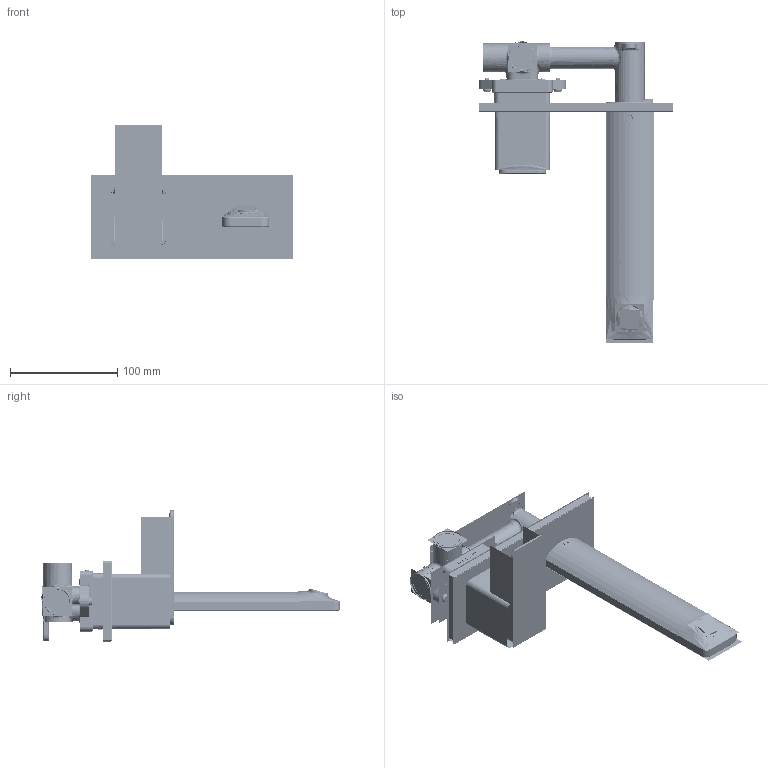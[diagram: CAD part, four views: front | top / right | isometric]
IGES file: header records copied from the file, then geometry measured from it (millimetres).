
Start section:  PTC IGES file: FFAS1304-102500BF0.igs
Global section: file name: FFAS1304-102500BF0.igs; native system: Creo Parametric by PTC Inc.; preprocessor: 2015200; author: 10114211; organization: Unknown; date: 20180809.153637; units: millimetre
Bounding box: 187.2 x 281.82 x 125.1 mm (x, y, z)
Volume: 1197152.3 mm3; surface area: 5589046.5 mm2
Topology: 42 solids, 67 shells, 10310 faces, 64490 edges, 89253 vertices
Faces by surface type: bspline 6988, revolution 3322
